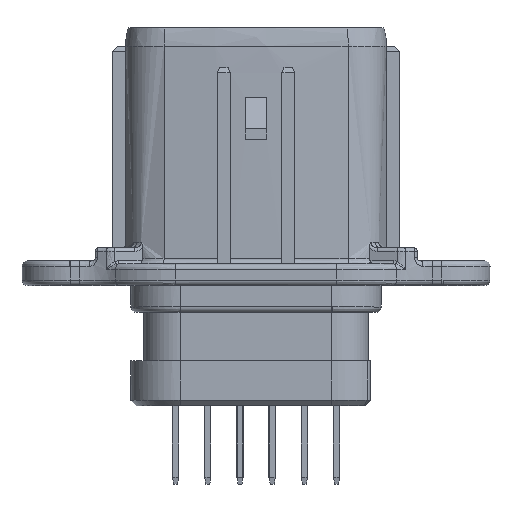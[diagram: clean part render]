
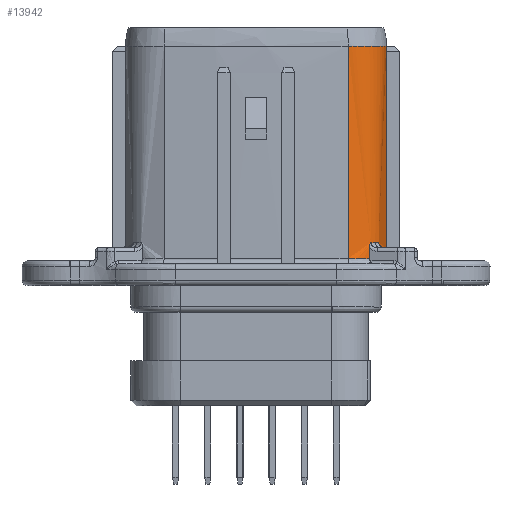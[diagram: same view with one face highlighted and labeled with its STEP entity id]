
A CAD part, top view. The second image highlights one B-rep face of the part: STEP entity #13942.
In plain terms, the highlighted free-form (B-spline) face has degree [1, 2] with [2, 5] control points.
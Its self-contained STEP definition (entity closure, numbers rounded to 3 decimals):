
#337=CARTESIAN_POINT('',(11.121,2.,3.898));
#338=VERTEX_POINT('',#337);
#357=CARTESIAN_POINT('',(10.691,2.,4.309));
#358=VERTEX_POINT('',#357);
#359=CARTESIAN_POINT('',(11.121,2.,3.898));
#360=CARTESIAN_POINT('',(11.041,2.,3.987));
#361=CARTESIAN_POINT('',(10.958,2.,4.072));
#362=CARTESIAN_POINT('',(10.872,2.,4.154));
#363=CARTESIAN_POINT('',(10.783,2.,4.233));
#364=CARTESIAN_POINT('',(10.691,2.,4.309));
#365=B_SPLINE_CURVE_WITH_KNOTS('',5,(#359,#360,#361,#362,#363,#364),.UNSPECIFIED.,.F.,.U.,(6,6),(0.,0.149),.UNSPECIFIED.);
#366=EDGE_CURVE('',#338,#358,#365,.T.);
#9984=CARTESIAN_POINT('',(10.561,1.554,4.412));
#9985=VERTEX_POINT('',#9984);
#9996=CARTESIAN_POINT('',(10.561,0.5,4.412));
#9997=VERTEX_POINT('',#9996);
#9998=CARTESIAN_POINT('',(10.561,1.554,4.412));
#9999=CARTESIAN_POINT('',(10.561,1.343,4.412));
#10000=CARTESIAN_POINT('',(10.561,1.132,4.412));
#10001=CARTESIAN_POINT('',(10.561,0.921,4.412));
#10002=CARTESIAN_POINT('',(10.561,0.711,4.412));
#10003=CARTESIAN_POINT('',(10.561,0.5,4.412));
#10004=B_SPLINE_CURVE_WITH_KNOTS('',5,(#9998,#9999,#10000,#10001,#10002,#10003),.UNSPECIFIED.,.F.,.U.,(6,6),(0.,1.054),.UNSPECIFIED.);
#10005=EDGE_CURVE('',#9985,#9997,#10004,.T.);
#10331=CARTESIAN_POINT('',(11.635,1.2,3.184));
#10332=VERTEX_POINT('',#10331);
#10342=CARTESIAN_POINT('',(11.635,1.325,3.184));
#10343=VERTEX_POINT('',#10342);
#10344=CARTESIAN_POINT('',(11.635,1.2,3.184));
#10345=CARTESIAN_POINT('',(11.635,1.225,3.184));
#10346=CARTESIAN_POINT('',(11.635,1.25,3.184));
#10347=CARTESIAN_POINT('',(11.635,1.275,3.184));
#10348=CARTESIAN_POINT('',(11.635,1.3,3.184));
#10349=CARTESIAN_POINT('',(11.635,1.325,3.184));
#10350=B_SPLINE_CURVE_WITH_KNOTS('',5,(#10344,#10345,#10346,#10347,#10348,#10349),.UNSPECIFIED.,.F.,.U.,(6,6),(0.,0.125),.UNSPECIFIED.);
#10351=EDGE_CURVE('',#10332,#10343,#10350,.T.);
#11252=CARTESIAN_POINT('',(12.15,1.509,1.22));
#11253=VERTEX_POINT('',#11252);
#11264=CARTESIAN_POINT('',(12.148,1.2,1.353));
#11265=VERTEX_POINT('',#11264);
#11266=CARTESIAN_POINT('',(12.15,1.509,1.22));
#11267=CARTESIAN_POINT('',(12.15,1.451,1.256));
#11268=CARTESIAN_POINT('',(12.15,1.392,1.287));
#11269=CARTESIAN_POINT('',(12.149,1.329,1.314));
#11270=CARTESIAN_POINT('',(12.148,1.265,1.336));
#11271=CARTESIAN_POINT('',(12.148,1.2,1.353));
#11272=B_SPLINE_CURVE_WITH_KNOTS('',5,(#11266,#11267,#11268,#11269,#11270,#11271),.UNSPECIFIED.,.F.,.U.,(6,6),(0.,0.309),.UNSPECIFIED.);
#11273=EDGE_CURVE('',#11253,#11265,#11272,.T.);
#11314=CARTESIAN_POINT('',(12.148,1.2,1.353));
#11315=CARTESIAN_POINT('',(12.141,1.2,1.545));
#11316=CARTESIAN_POINT('',(12.123,1.2,1.736));
#11317=CARTESIAN_POINT('',(12.094,1.2,1.926));
#11318=CARTESIAN_POINT('',(12.013,1.2,2.302));
#11319=CARTESIAN_POINT('',(11.887,1.2,2.666));
#11320=CARTESIAN_POINT('',(11.813,1.2,2.844));
#11321=CARTESIAN_POINT('',(11.729,1.2,3.016));
#11322=CARTESIAN_POINT('',(11.635,1.2,3.184));
#11323=B_SPLINE_CURVE_WITH_KNOTS('',5,(#11314,#11315,#11316,#11317,#11318,#11319,#11320,#11321,#11322),.UNSPECIFIED.,.F.,.U.,(6,3,6),(0.,0.24,0.48),.UNSPECIFIED.);
#11324=EDGE_CURVE('',#11265,#10332,#11323,.T.);
#11472=CARTESIAN_POINT('',(8.571,0.5,5.197));
#11473=VERTEX_POINT('',#11472);
#12001=CARTESIAN_POINT('',(10.561,0.5,4.412));
#12002=CARTESIAN_POINT('',(10.388,0.5,4.542));
#12003=CARTESIAN_POINT('',(10.206,0.5,4.661));
#12004=CARTESIAN_POINT('',(10.017,0.5,4.767));
#12005=CARTESIAN_POINT('',(9.625,0.5,4.954));
#12006=CARTESIAN_POINT('',(9.211,0.5,5.086));
#12007=CARTESIAN_POINT('',(9.,0.5,5.137));
#12008=CARTESIAN_POINT('',(8.787,0.5,5.175));
#12009=CARTESIAN_POINT('',(8.571,0.5,5.197));
#12010=B_SPLINE_CURVE_WITH_KNOTS('',5,(#12001,#12002,#12003,#12004,#12005,#12006,#12007,#12008,#12009),.UNSPECIFIED.,.F.,.U.,(6,3,6),(0.,0.271,0.541),.UNSPECIFIED.);
#12011=EDGE_CURVE('',#9997,#11473,#12010,.T.);
#13827=CARTESIAN_POINT('',(10.691,2.,4.309));
#13828=CARTESIAN_POINT('',(10.663,1.956,4.331));
#13829=CARTESIAN_POINT('',(10.617,1.866,4.369));
#13830=CARTESIAN_POINT('',(10.571,1.712,4.404));
#13831=CARTESIAN_POINT('',(10.561,1.607,4.412));
#13832=CARTESIAN_POINT('',(10.561,1.554,4.412));
#13833=B_SPLINE_CURVE_WITH_KNOTS('',3,(#13827,#13828,#13829,#13830,#13831,#13832),.UNSPECIFIED.,.F.,.U.,(4,1,1,4),(0.,0.344,0.674,1.),.UNSPECIFIED.);
#13834=EDGE_CURVE('',#358,#9985,#13833,.T.);
#13859=CARTESIAN_POINT('',(8.571,20.3,5.197));
#13860=CARTESIAN_POINT('',(12.15,20.3,4.819));
#13861=CARTESIAN_POINT('',(12.15,20.3,1.22));
#13862=CARTESIAN_POINT('',(12.15,20.3,1.22));
#13863=CARTESIAN_POINT('',(12.15,20.3,1.22));
#13864=CARTESIAN_POINT('',(8.571,0.5,5.197));
#13865=CARTESIAN_POINT('',(12.15,0.5,4.819));
#13866=CARTESIAN_POINT('',(12.15,0.5,1.22));
#13867=CARTESIAN_POINT('',(12.15,0.5,1.22));
#13868=CARTESIAN_POINT('',(12.15,0.5,1.22));
#13869=(BOUNDED_SURFACE()B_SPLINE_SURFACE(1,2,((#13859,#13860,#13861,#13862,#13863),(#13864,#13865,#13866,#13867,#13868)),.SURF_OF_LINEAR_EXTRUSION.,.F.,.F.,.U.)B_SPLINE_SURFACE_WITH_KNOTS((2,2),(3,2,3),(0.,4.95),(0.,5.824,5.824),.UNSPECIFIED.)GEOMETRIC_REPRESENTATION_ITEM()RATIONAL_B_SPLINE_SURFACE(((0.96,0.729,1.,1.,1.),(0.96,0.729,1.,1.,1.)))REPRESENTATION_ITEM('')SURFACE());
#13870=ORIENTED_EDGE('',*,*,#11324,.F.);
#13871=ORIENTED_EDGE('',*,*,#11273,.F.);
#13872=CARTESIAN_POINT('',(12.15,20.3,1.22));
#13873=VERTEX_POINT('',#13872);
#13874=CARTESIAN_POINT('',(12.15,1.509,1.22));
#13875=CARTESIAN_POINT('',(12.15,5.267,1.22));
#13876=CARTESIAN_POINT('',(12.15,9.025,1.22));
#13877=CARTESIAN_POINT('',(12.15,12.783,1.22));
#13878=CARTESIAN_POINT('',(12.15,16.542,1.22));
#13879=CARTESIAN_POINT('',(12.15,20.3,1.22));
#13880=B_SPLINE_CURVE_WITH_KNOTS('',5,(#13874,#13875,#13876,#13877,#13878,#13879),.UNSPECIFIED.,.F.,.U.,(6,6),(0.,18.791),.UNSPECIFIED.);
#13881=EDGE_CURVE('',#11253,#13873,#13880,.T.);
#13882=ORIENTED_EDGE('',*,*,#13881,.T.);
#13883=CARTESIAN_POINT('',(8.571,20.3,5.197));
#13884=VERTEX_POINT('',#13883);
#13885=CARTESIAN_POINT('',(12.15,20.3,1.22));
#13886=CARTESIAN_POINT('',(12.15,20.3,1.513));
#13887=CARTESIAN_POINT('',(12.123,20.3,1.806));
#13888=CARTESIAN_POINT('',(12.069,20.3,2.096));
#13889=CARTESIAN_POINT('',(11.91,20.3,2.662));
#13890=CARTESIAN_POINT('',(11.65,20.3,3.19));
#13891=CARTESIAN_POINT('',(11.496,20.3,3.441));
#13892=CARTESIAN_POINT('',(11.144,20.3,3.913));
#13893=CARTESIAN_POINT('',(10.712,20.3,4.313));
#13894=CARTESIAN_POINT('',(10.478,20.3,4.492));
#13895=CARTESIAN_POINT('',(9.98,20.3,4.807));
#13896=CARTESIAN_POINT('',(9.434,20.3,5.025));
#13897=CARTESIAN_POINT('',(9.151,20.3,5.109));
#13898=CARTESIAN_POINT('',(8.863,20.3,5.167));
#13899=CARTESIAN_POINT('',(8.571,20.3,5.197));
#13900=B_SPLINE_CURVE_WITH_KNOTS('',5,(#13885,#13886,#13887,#13888,#13889,#13890,#13891,#13892,#13893,#13894,#13895,#13896,#13897,#13898,#13899),.UNSPECIFIED.,.F.,.U.,(6,3,3,3,6),(0.,0.366,0.733,1.099,1.465),.UNSPECIFIED.);
#13901=EDGE_CURVE('',#13873,#13884,#13900,.T.);
#13902=ORIENTED_EDGE('',*,*,#13901,.T.);
#13903=CARTESIAN_POINT('',(8.571,20.3,5.197));
#13904=CARTESIAN_POINT('',(8.571,16.34,5.197));
#13905=CARTESIAN_POINT('',(8.571,12.38,5.197));
#13906=CARTESIAN_POINT('',(8.571,8.42,5.197));
#13907=CARTESIAN_POINT('',(8.571,4.46,5.197));
#13908=CARTESIAN_POINT('',(8.571,0.5,5.197));
#13909=B_SPLINE_CURVE_WITH_KNOTS('',5,(#13903,#13904,#13905,#13906,#13907,#13908),.UNSPECIFIED.,.F.,.U.,(6,6),(0.,19.8),.UNSPECIFIED.);
#13910=EDGE_CURVE('',#13884,#11473,#13909,.T.);
#13911=ORIENTED_EDGE('',*,*,#13910,.T.);
#13912=ORIENTED_EDGE('',*,*,#12011,.F.);
#13913=ORIENTED_EDGE('',*,*,#10005,.F.);
#13914=ORIENTED_EDGE('',*,*,#13834,.F.);
#13915=ORIENTED_EDGE('',*,*,#366,.F.);
#13916=CARTESIAN_POINT('',(11.421,2.,3.523));
#13917=VERTEX_POINT('',#13916);
#13918=CARTESIAN_POINT('',(11.121,2.,3.898));
#13919=CARTESIAN_POINT('',(11.185,2.,3.827));
#13920=CARTESIAN_POINT('',(11.247,2.,3.753));
#13921=CARTESIAN_POINT('',(11.307,2.,3.678));
#13922=CARTESIAN_POINT('',(11.365,2.,3.601));
#13923=CARTESIAN_POINT('',(11.421,2.,3.523));
#13924=B_SPLINE_CURVE_WITH_KNOTS('',5,(#13918,#13919,#13920,#13921,#13922,#13923),.UNSPECIFIED.,.F.,.U.,(6,6),(0.,0.12),.UNSPECIFIED.);
#13925=EDGE_CURVE('',#338,#13917,#13924,.T.);
#13926=ORIENTED_EDGE('',*,*,#13925,.T.);
#13927=CARTESIAN_POINT('',(11.421,2.,3.523));
#13928=CARTESIAN_POINT('',(11.441,1.959,3.494));
#13929=CARTESIAN_POINT('',(11.478,1.88,3.439));
#13930=CARTESIAN_POINT('',(11.532,1.768,3.356));
#13931=CARTESIAN_POINT('',(11.577,1.658,3.284));
#13932=CARTESIAN_POINT('',(11.609,1.548,3.228));
#13933=CARTESIAN_POINT('',(11.63,1.436,3.192));
#13934=CARTESIAN_POINT('',(11.634,1.362,3.184));
#13935=CARTESIAN_POINT('',(11.635,1.325,3.184));
#13936=B_SPLINE_CURVE_WITH_KNOTS('',3,(#13927,#13928,#13929,#13930,#13931,#13932,#13933,#13934,#13935),.UNSPECIFIED.,.F.,.U.,(4,1,1,1,1,1,4),(0.,0.201,0.387,0.559,0.719,0.865,1.),.UNSPECIFIED.);
#13937=EDGE_CURVE('',#13917,#10343,#13936,.T.);
#13938=ORIENTED_EDGE('',*,*,#13937,.T.);
#13939=ORIENTED_EDGE('',*,*,#10351,.F.);
#13940=EDGE_LOOP('',(#13870,#13871,#13882,#13902,#13911,#13912,#13913,#13914,#13915,#13926,#13938,#13939));
#13941=FACE_OUTER_BOUND('',#13940,.T.);
#13942=ADVANCED_FACE('',(#13941),#13869,.T.);
